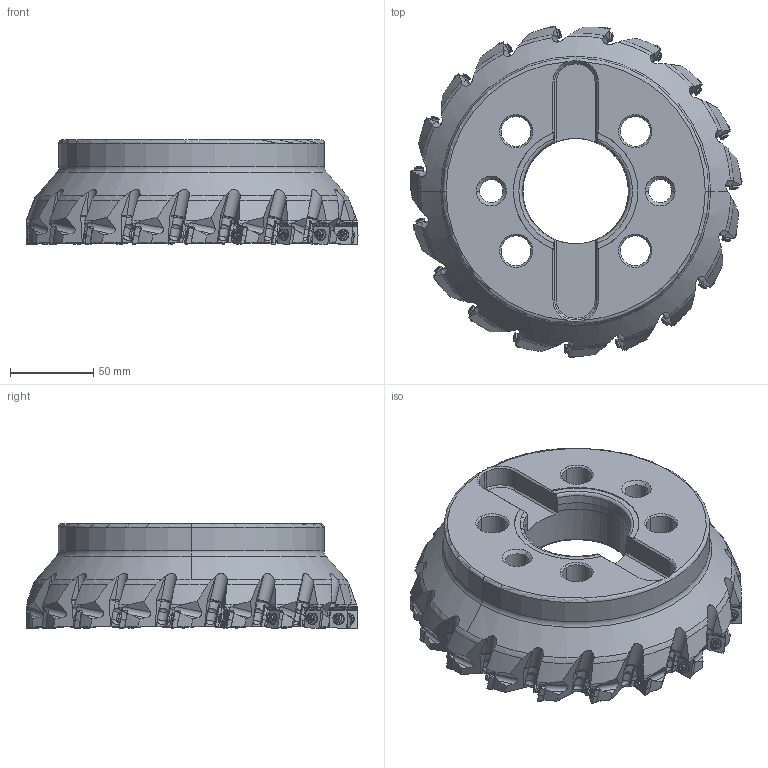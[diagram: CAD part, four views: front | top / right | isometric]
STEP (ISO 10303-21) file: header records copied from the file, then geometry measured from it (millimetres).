
FILE_DESCRIPTION(/* description */ (''),/* implementation_level */ '2;1');
FILE_NAME(/* name */ 'ASX400R0819M.stp',/* time_stamp */ '2021-09-08T11:41:51+09:00',/* author */ (''),/* organization */ (''),/* preprocessor_version */ 'ST-DEVELOPER v16',/* originating_system */ 'SIEMENS PLM Software NX 10.0',/* authorisation */ '');
FILE_SCHEMA (('AUTOMOTIVE_DESIGN { 1 0 10303 214 3 1 1 1 }'));
Products named in the file (1): ASX400R0819M_ASM
Bounding box: 199.87 x 199.56 x 62.72 mm (x, y, z)
Volume: 842818.2 mm3; surface area: 128291.6 mm2
Topology: 58 solids, 58 shells, 2810 faces, 8051 edges, 5459 vertices
Faces by surface type: plane 1111, cylinder 940, cone 401, torus 149, sphere 95, extrusion 76, bspline 38
Entity records: 114475 total; most frequent: CARTESIAN_POINT 40876, ORIENTED_EDGE 15684, DIRECTION 14280, EDGE_CURVE 7842, AXIS2_PLACEMENT_3D 5402, VERTEX_POINT 5262, VECTOR 3476, LINE 3400
